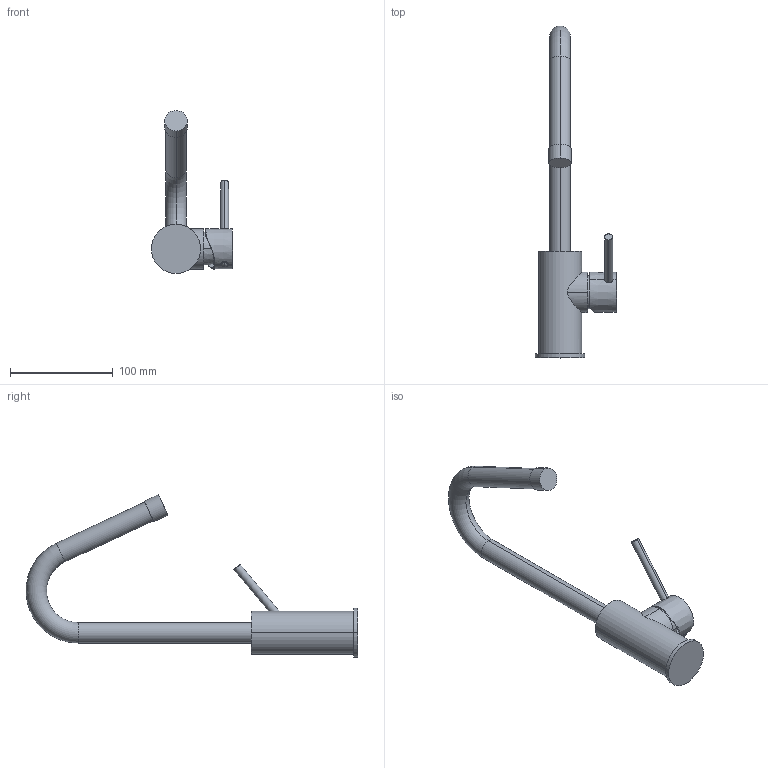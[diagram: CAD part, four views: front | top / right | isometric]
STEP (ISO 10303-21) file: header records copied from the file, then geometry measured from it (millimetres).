
FILE_DESCRIPTION((''),'2;1');
FILE_NAME('LIG978CR','2021-01-21T15:57:41',('ut3'),('PAFFONI SpA'),'CREO PARAMETRIC BY PTC INC, 2020044','CREO PARAMETRIC BY PTC INC, 2020044','');
FILE_SCHEMA(('CONFIG_CONTROL_DESIGN','SHAPE_APPEARANCE_LAYERS_GROUPS'));
Length unit declared in the file: millimetre
Products named in the file (1): LIG978CR
Bounding box: 79.15 x 323.44 x 158.72 mm (x, y, z)
Surface area: 58398.7 mm2 (no closed solid volume)
Topology: 0 solids, 19 shells, 111 faces, 299 edges, 201 vertices
Faces by surface type: cylinder 45, plane 45, cone 17, sphere 2, torus 2
Entity records: 4723 total; most frequent: CARTESIAN_POINT 1195, DIRECTION 549, ORIENTED_EDGE 521, EDGE_CURVE 295, AXIS2_PLACEMENT_3D 205, VERTEX_POINT 201, VECTOR 139, LINE 139
